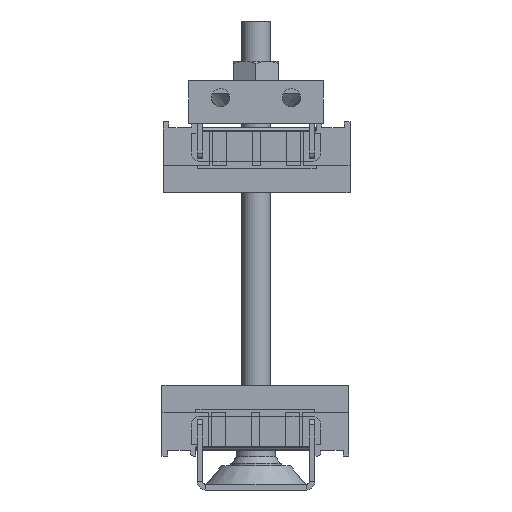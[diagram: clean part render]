
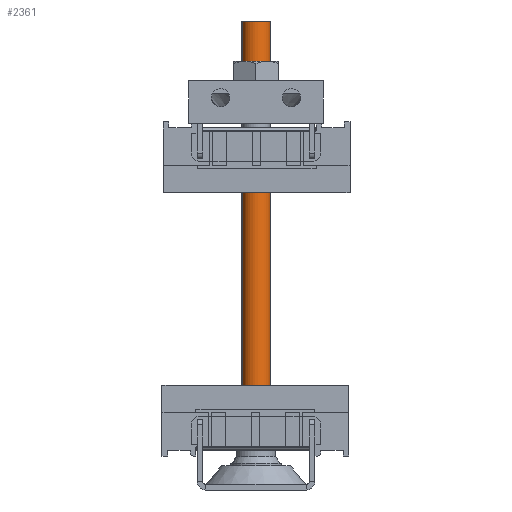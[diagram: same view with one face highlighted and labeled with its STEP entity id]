
A CAD part, front view. The second image highlights one B-rep face of the part: STEP entity #2361.
In plain terms, the highlighted cylindrical face has radius 5 mm (diameter 10 mm), a partial arc.
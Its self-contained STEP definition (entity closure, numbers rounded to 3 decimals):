
#2361=ADVANCED_FACE('',(#6777),#6778,.T.);
#6777=FACE_OUTER_BOUND('',#11246,.T.);
#6778=CYLINDRICAL_SURFACE('',#11247,5.);
#11246=EDGE_LOOP('',(#29295,#29296,#29297,#29298));
#11247=AXIS2_PLACEMENT_3D('',#29299,#29300,#29301);
#29295=ORIENTED_EDGE('',*,*,#35475,.F.);
#29296=ORIENTED_EDGE('',*,*,#35479,.T.);
#29297=ORIENTED_EDGE('',*,*,#35477,.T.);
#29298=ORIENTED_EDGE('',*,*,#35478,.F.);
#29299=CARTESIAN_POINT('',(-64.714,-30.534,35.765));
#29300=DIRECTION('',(0.,0.,-1.0));
#29301=DIRECTION('',(0.961,0.277,0.));
#35475=EDGE_CURVE('',#45241,#45245,#45246,.T.);
#35477=EDGE_CURVE('',#45240,#45247,#45249,.T.);
#35478=EDGE_CURVE('',#45245,#45247,#45250,.T.);
#35479=EDGE_CURVE('',#45241,#45240,#45251,.T.);
#45240=VERTEX_POINT('',#60674);
#45241=VERTEX_POINT('',#60675);
#45245=VERTEX_POINT('',#60681);
#45246=LINE('',#60682,#60683);
#45247=VERTEX_POINT('',#60684);
#45249=LINE('',#60686,#60687);
#45250=CIRCLE('',#60688,5.);
#45251=CIRCLE('',#60689,5.);
#60674=CARTESIAN_POINT('',(-59.91,-29.148,-104.235));
#60675=CARTESIAN_POINT('',(-69.519,-31.92,-104.235));
#60681=CARTESIAN_POINT('',(-69.519,-31.92,35.765));
#60682=CARTESIAN_POINT('',(-69.519,-31.92,35.765));
#60683=VECTOR('',#67361,1000.0);
#60684=CARTESIAN_POINT('',(-59.91,-29.148,35.765));
#60686=CARTESIAN_POINT('',(-59.91,-29.148,35.765));
#60687=VECTOR('',#67365,1000.0);
#60688=AXIS2_PLACEMENT_3D('',#67366,#67367,#67368);
#60689=AXIS2_PLACEMENT_3D('',#67369,#67370,#67371);
#67361=DIRECTION('',(0.,0.,1.0));
#67365=DIRECTION('',(0.,0.,1.0));
#67366=CARTESIAN_POINT('',(-64.714,-30.534,35.765));
#67367=DIRECTION('',(0.,0.,1.0));
#67368=DIRECTION('',(0.961,0.277,0.));
#67369=CARTESIAN_POINT('',(-64.714,-30.534,-104.235));
#67370=DIRECTION('',(0.,0.,1.0));
#67371=DIRECTION('',(0.961,0.277,0.));
